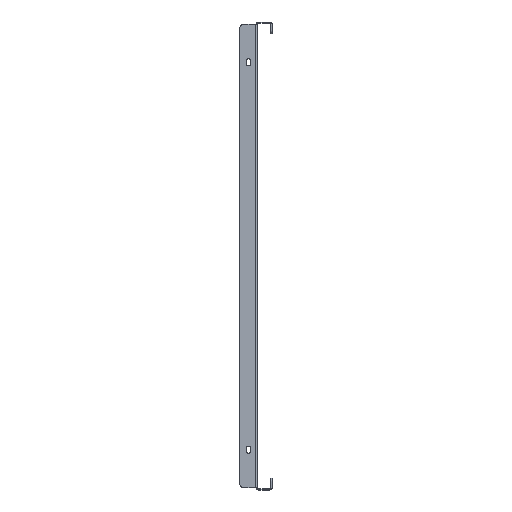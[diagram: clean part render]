
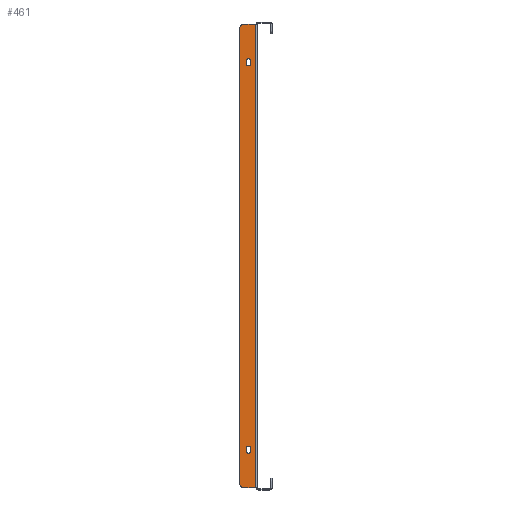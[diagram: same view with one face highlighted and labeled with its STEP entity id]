
A CAD part, left-side view. The second image highlights one B-rep face of the part: STEP entity #461.
In plain terms, the highlighted planar face has unit normal (-1, 0, 0).
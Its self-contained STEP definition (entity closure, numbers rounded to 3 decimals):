
#15 = CARTESIAN_POINT ( 'NONE',  ( -246., 21., 290.5 ) ) ;
#175 = EDGE_CURVE ( 'NONE', #5279, #15460, #3545, .T. ) ;
#461 = ADVANCED_FACE ( 'NONE', ( #14152, #11419, #8467 ), #12690, .T. ) ;
#586 = EDGE_CURVE ( 'NONE', #10251, #2440, #19256, .T. ) ;
#968 = DIRECTION ( 'NONE',  ( 0., -1., 0. ) ) ;
#1140 = EDGE_CURVE ( 'NONE', #1244, #1200, #10247, .T. ) ;
#1141 = VECTOR ( 'NONE', #5048, 1000. ) ;
#1200 = VERTEX_POINT ( 'NONE', #6272 ) ;
#1244 = VERTEX_POINT ( 'NONE', #9606 ) ;
#1731 = CARTESIAN_POINT ( 'NONE',  ( -246., 21., -290.5 ) ) ;
#1863 = CARTESIAN_POINT ( 'NONE',  ( -246., 10., -248.75 ) ) ;
#2297 = CARTESIAN_POINT ( 'NONE',  ( -246., 16., 295.5 ) ) ;
#2414 = DIRECTION ( 'NONE',  ( 0., -1., 0. ) ) ;
#2440 = VERTEX_POINT ( 'NONE', #17115 ) ;
#2516 = DIRECTION ( 'NONE',  ( 0., -1., 0. ) ) ;
#2526 = ORIENTED_EDGE ( 'NONE', *, *, #9736, .F. ) ;
#2527 = VERTEX_POINT ( 'NONE', #17598 ) ;
#2664 = LINE ( 'NONE', #14617, #8231 ) ;
#2711 = LINE ( 'NONE', #17510, #3074 ) ;
#3048 = LINE ( 'NONE', #4516, #8862 ) ;
#3074 = VECTOR ( 'NONE', #8394, 1000. ) ;
#3396 = CARTESIAN_POINT ( 'NONE',  ( -246., 21., 295.5 ) ) ;
#3543 = EDGE_CURVE ( 'NONE', #8263, #2527, #3840, .T. ) ;
#3545 = CIRCLE ( 'NONE', #5065, 2.75 ) ;
#3674 = CARTESIAN_POINT ( 'NONE',  ( -246., 0., 0. ) ) ;
#3840 = CIRCLE ( 'NONE', #19179, 2.75 ) ;
#3870 = DIRECTION ( 'NONE',  ( 0., -1., 0. ) ) ;
#3871 = CARTESIAN_POINT ( 'NONE',  ( -246., 16., 290.5 ) ) ;
#4033 = DIRECTION ( 'NONE',  ( 0., 0., -1. ) ) ;
#4516 = CARTESIAN_POINT ( 'NONE',  ( -246., 7.25, -245.25 ) ) ;
#4588 = ORIENTED_EDGE ( 'NONE', *, *, #586, .F. ) ;
#4858 = ORIENTED_EDGE ( 'NONE', *, *, #14609, .F. ) ;
#5048 = DIRECTION ( 'NONE',  ( 0., 0., 1. ) ) ;
#5065 = AXIS2_PLACEMENT_3D ( 'NONE', #8624, #11360, #14603 ) ;
#5181 = LINE ( 'NONE', #18499, #18854 ) ;
#5200 = CARTESIAN_POINT ( 'NONE',  ( -246., 7.25, 245.25 ) ) ;
#5279 = VERTEX_POINT ( 'NONE', #16951 ) ;
#5677 = DIRECTION ( 'NONE',  ( -1., 0., 0. ) ) ;
#5759 = VECTOR ( 'NONE', #14556, 1000. ) ;
#5768 = VERTEX_POINT ( 'NONE', #12521 ) ;
#6201 = VERTEX_POINT ( 'NONE', #1731 ) ;
#6250 = ORIENTED_EDGE ( 'NONE', *, *, #13862, .T. ) ;
#6272 = CARTESIAN_POINT ( 'NONE',  ( -246., 7.25, -248.75 ) ) ;
#6816 = EDGE_LOOP ( 'NONE', ( #17495, #17699, #13009, #4858 ) ) ;
#6989 = CIRCLE ( 'NONE', #18556, 5. ) ;
#7043 = CIRCLE ( 'NONE', #14235, 2.75 ) ;
#7387 = CARTESIAN_POINT ( 'NONE',  ( -246., 1.5, -295.5 ) ) ;
#7402 = EDGE_CURVE ( 'NONE', #8059, #18745, #2711, .T. ) ;
#7660 = DIRECTION ( 'NONE',  ( -1., 0., 0. ) ) ;
#7800 = LINE ( 'NONE', #3396, #1141 ) ;
#7835 = DIRECTION ( 'NONE',  ( 0., 1., 0. ) ) ;
#7881 = EDGE_LOOP ( 'NONE', ( #10320, #2526, #15488, #18994 ) ) ;
#7906 = DIRECTION ( 'NONE',  ( 0., 0., 1. ) ) ;
#8059 = VERTEX_POINT ( 'NONE', #7387 ) ;
#8066 = ORIENTED_EDGE ( 'NONE', *, *, #15008, .T. ) ;
#8231 = VECTOR ( 'NONE', #4033, 1000. ) ;
#8263 = VERTEX_POINT ( 'NONE', #14226 ) ;
#8394 = DIRECTION ( 'NONE',  ( 0., 1., 0. ) ) ;
#8467 = FACE_OUTER_BOUND ( 'NONE', #11240, .T. ) ;
#8624 = CARTESIAN_POINT ( 'NONE',  ( -246., 10., -245.25 ) ) ;
#8761 = CARTESIAN_POINT ( 'NONE',  ( -246., 0., 295.5 ) ) ;
#8862 = VECTOR ( 'NONE', #10296, 1000. ) ;
#9368 = CARTESIAN_POINT ( 'NONE',  ( -246., 1.5, 0. ) ) ;
#9585 = EDGE_CURVE ( 'NONE', #15460, #1244, #2664, .T. ) ;
#9606 = CARTESIAN_POINT ( 'NONE',  ( -246., 12.75, -248.75 ) ) ;
#9736 = EDGE_CURVE ( 'NONE', #1200, #5279, #3048, .T. ) ;
#10131 = CARTESIAN_POINT ( 'NONE',  ( -246., 16., -290.5 ) ) ;
#10229 = DIRECTION ( 'NONE',  ( -1., 0., 0. ) ) ;
#10247 = CIRCLE ( 'NONE', #17448, 2.75 ) ;
#10251 = VERTEX_POINT ( 'NONE', #2297 ) ;
#10296 = DIRECTION ( 'NONE',  ( 0., 0., 1. ) ) ;
#10320 = ORIENTED_EDGE ( 'NONE', *, *, #175, .F. ) ;
#10875 = LINE ( 'NONE', #5200, #18540 ) ;
#10939 = LINE ( 'NONE', #9368, #15133 ) ;
#10941 = VERTEX_POINT ( 'NONE', #15 ) ;
#11240 = EDGE_LOOP ( 'NONE', ( #4588, #8066, #11246, #6250, #13374, #13992 ) ) ;
#11246 = ORIENTED_EDGE ( 'NONE', *, *, #18872, .F. ) ;
#11248 = EDGE_CURVE ( 'NONE', #16993, #5768, #7043, .T. ) ;
#11360 = DIRECTION ( 'NONE',  ( -1., 0., 0. ) ) ;
#11382 = AXIS2_PLACEMENT_3D ( 'NONE', #3674, #17287, #3870 ) ;
#11419 = FACE_BOUND ( 'NONE', #7881, .T. ) ;
#11584 = EDGE_CURVE ( 'NONE', #8059, #2440, #10939, .T. ) ;
#12324 = AXIS2_PLACEMENT_3D ( 'NONE', #10131, #10229, #17785 ) ;
#12521 = CARTESIAN_POINT ( 'NONE',  ( -246., 12.75, 248.75 ) ) ;
#12690 = PLANE ( 'NONE',  #11382 ) ;
#12706 = DIRECTION ( 'NONE',  ( -1., 0., 0. ) ) ;
#12736 = DIRECTION ( 'NONE',  ( 0., 0., 1. ) ) ;
#12752 = EDGE_CURVE ( 'NONE', #5768, #8263, #5181, .T. ) ;
#12872 = DIRECTION ( 'NONE',  ( -1., 0., 0. ) ) ;
#13009 = ORIENTED_EDGE ( 'NONE', *, *, #11248, .F. ) ;
#13374 = ORIENTED_EDGE ( 'NONE', *, *, #7402, .F. ) ;
#13491 = CARTESIAN_POINT ( 'NONE',  ( -246., 16., -295.5 ) ) ;
#13628 = CARTESIAN_POINT ( 'NONE',  ( -246., 7.25, 248.75 ) ) ;
#13862 = EDGE_CURVE ( 'NONE', #6201, #18745, #17349, .T. ) ;
#13941 = CARTESIAN_POINT ( 'NONE',  ( -246., 12.75, -245.25 ) ) ;
#13992 = ORIENTED_EDGE ( 'NONE', *, *, #11584, .T. ) ;
#14152 = FACE_BOUND ( 'NONE', #6816, .T. ) ;
#14226 = CARTESIAN_POINT ( 'NONE',  ( -246., 12.75, 245.25 ) ) ;
#14235 = AXIS2_PLACEMENT_3D ( 'NONE', #17339, #5677, #968 ) ;
#14556 = DIRECTION ( 'NONE',  ( 0., -1., 0. ) ) ;
#14603 = DIRECTION ( 'NONE',  ( 0., 1., 0. ) ) ;
#14609 = EDGE_CURVE ( 'NONE', #2527, #16993, #10875, .T. ) ;
#14617 = CARTESIAN_POINT ( 'NONE',  ( -246., 12.75, -245.25 ) ) ;
#15008 = EDGE_CURVE ( 'NONE', #10251, #10941, #6989, .T. ) ;
#15133 = VECTOR ( 'NONE', #7906, 1000. ) ;
#15460 = VERTEX_POINT ( 'NONE', #13941 ) ;
#15488 = ORIENTED_EDGE ( 'NONE', *, *, #1140, .F. ) ;
#16951 = CARTESIAN_POINT ( 'NONE',  ( -246., 7.25, -245.25 ) ) ;
#16993 = VERTEX_POINT ( 'NONE', #13628 ) ;
#17115 = CARTESIAN_POINT ( 'NONE',  ( -246., 1.5, 295.5 ) ) ;
#17127 = DIRECTION ( 'NONE',  ( 0., 0., -1. ) ) ;
#17287 = DIRECTION ( 'NONE',  ( -1., 0., 0. ) ) ;
#17339 = CARTESIAN_POINT ( 'NONE',  ( -246., 10., 248.75 ) ) ;
#17349 = CIRCLE ( 'NONE', #12324, 5. ) ;
#17448 = AXIS2_PLACEMENT_3D ( 'NONE', #1863, #7660, #7835 ) ;
#17495 = ORIENTED_EDGE ( 'NONE', *, *, #3543, .F. ) ;
#17510 = CARTESIAN_POINT ( 'NONE',  ( -246., 21., -295.5 ) ) ;
#17598 = CARTESIAN_POINT ( 'NONE',  ( -246., 7.25, 245.25 ) ) ;
#17699 = ORIENTED_EDGE ( 'NONE', *, *, #12752, .F. ) ;
#17785 = DIRECTION ( 'NONE',  ( 0., -1., 0. ) ) ;
#18499 = CARTESIAN_POINT ( 'NONE',  ( -246., 12.75, 245.25 ) ) ;
#18540 = VECTOR ( 'NONE', #12736, 1000. ) ;
#18556 = AXIS2_PLACEMENT_3D ( 'NONE', #3871, #12872, #2414 ) ;
#18745 = VERTEX_POINT ( 'NONE', #13491 ) ;
#18854 = VECTOR ( 'NONE', #17127, 1000. ) ;
#18872 = EDGE_CURVE ( 'NONE', #6201, #10941, #7800, .T. ) ;
#18980 = CARTESIAN_POINT ( 'NONE',  ( -246., 10., 245.25 ) ) ;
#18994 = ORIENTED_EDGE ( 'NONE', *, *, #9585, .F. ) ;
#19179 = AXIS2_PLACEMENT_3D ( 'NONE', #18980, #12706, #2516 ) ;
#19256 = LINE ( 'NONE', #8761, #5759 ) ;
